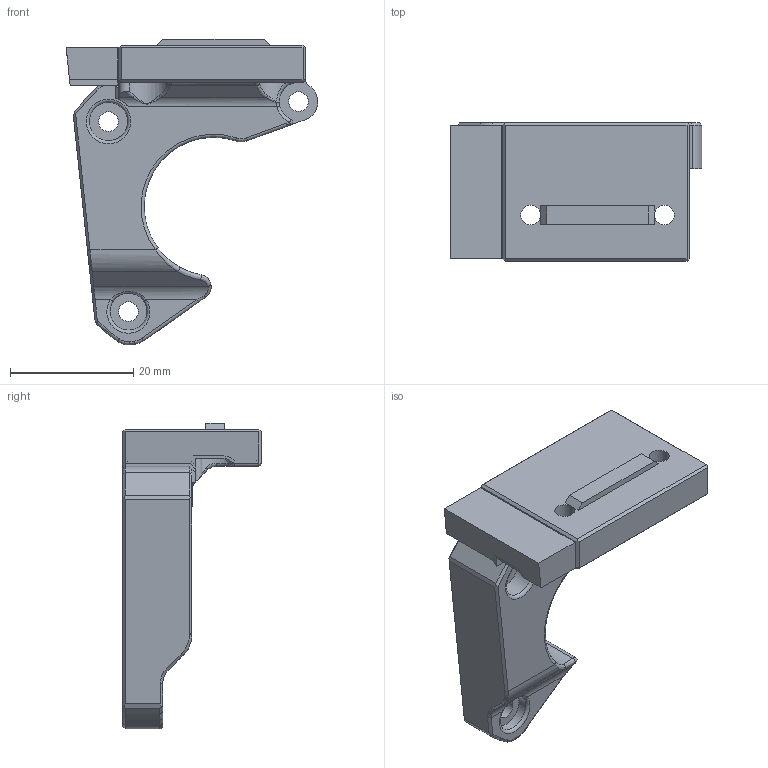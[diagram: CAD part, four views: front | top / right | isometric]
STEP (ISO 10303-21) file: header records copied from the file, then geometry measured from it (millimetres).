
FILE_DESCRIPTION(/* description */ (''),/* implementation_level */ '2;1');
FILE_NAME(/* name */ 'NEAM17 Mount.step',/* time_stamp */ '2022-10-06T11:45:00+02:00',/* author */ (''),/* organization */ (''),/* preprocessor_version */ 'ST-DEVELOPER v19',/* originating_system */ 'Autodesk Translation Framework v11.7.0.108',/* authorisation */ '');
FILE_SCHEMA (('AUTOMOTIVE_DESIGN { 1 0 10303 214 3 1 1 }'));
Length unit declared in the file: millimetre
Products named in the file (2): Micron-CAD-Assembly; Nema 17 Z Motor mount V2
Assembly tree (1 placements, depth 2):
  Micron-CAD-Assembly
    Nema 17 Z Motor mount V2
Bounding box: 40.81 x 22.5 x 49.57 mm (x, y, z)
Volume: 11641.1 mm3; surface area: 5911.2 mm2
Topology: 2 solids, 2 shells, 169 faces, 434 edges, 266 vertices
Faces by surface type: plane 80, cylinder 35, bspline 28, torus 12, cone 12, sphere 2
Full cylindrical faces by diameter (mm): 3.2 x5, 6 x1, 6.25 x1
Entity records: 5940 total; most frequent: CARTESIAN_POINT 1870, ORIENTED_EDGE 862, DIRECTION 800, EDGE_CURVE 431, AXIS2_PLACEMENT_3D 278, VERTEX_POINT 263, LINE 244, VECTOR 244
